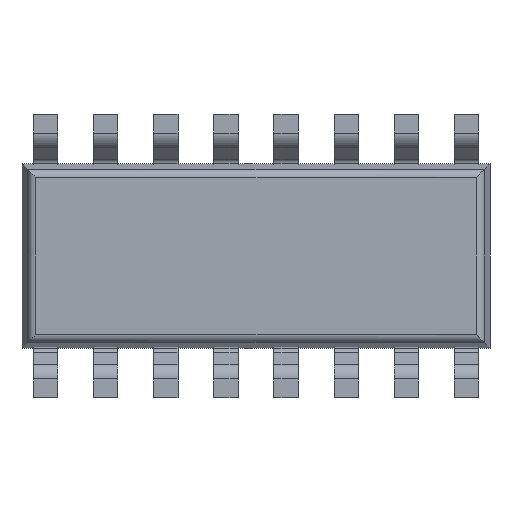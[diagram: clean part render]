
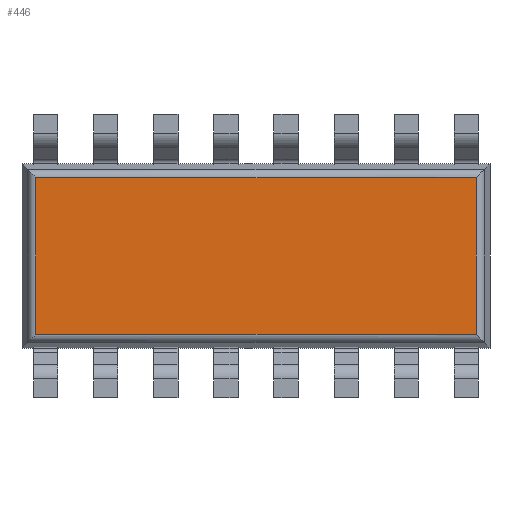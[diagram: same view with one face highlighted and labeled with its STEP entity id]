
A CAD part, front view. The second image highlights one B-rep face of the part: STEP entity #446.
In plain terms, the highlighted planar face has unit normal (0, -1, 0).
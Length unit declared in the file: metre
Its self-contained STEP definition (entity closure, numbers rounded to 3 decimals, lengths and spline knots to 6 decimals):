
#446 = ADVANCED_FACE( '', ( #1071 ), #1072, .T. );
#1071 = FACE_OUTER_BOUND( '', #1938, .T. );
#1072 = PLANE( '', #1939 );
#1938 = EDGE_LOOP( '', ( #2951, #2952, #2953, #2954 ) );
#1939 = AXIS2_PLACEMENT_3D( '', #2955, #2956, #2957 );
#2951 = ORIENTED_EDGE( '', *, *, #5026, .T. );
#2952 = ORIENTED_EDGE( '', *, *, #5027, .T. );
#2953 = ORIENTED_EDGE( '', *, *, #5028, .T. );
#2954 = ORIENTED_EDGE( '', *, *, #5029, .T. );
#2955 = CARTESIAN_POINT( '', ( -0.00025, 0.00025, -0.00105 ) );
#2956 = DIRECTION( '', ( 0., -1., 0. ) );
#2957 = DIRECTION( '', ( 0., 0., -1. ) );
#5026 = EDGE_CURVE( '', #6081, #6082, #6083, .F. );
#5027 = EDGE_CURVE( '', #6082, #6084, #6085, .F. );
#5028 = EDGE_CURVE( '', #6084, #6086, #6087, .T. );
#5029 = EDGE_CURVE( '', #6086, #6081, #6088, .F. );
#6081 = VERTEX_POINT( '', #7515 );
#6082 = VERTEX_POINT( '', #7516 );
#6083 = LINE( '', #7517, #7518 );
#6084 = VERTEX_POINT( '', #7519 );
#6085 = LINE( '', #7520, #7521 );
#6086 = VERTEX_POINT( '', #7522 );
#6087 = LINE( '', #7523, #7524 );
#6088 = LINE( '', #7525, #7526 );
#7515 = CARTESIAN_POINT( '', ( 0.009355, 0.00025, -0.004655 ) );
#7516 = CARTESIAN_POINT( '', ( 0.009355, 0.00025, -0.001345 ) );
#7517 = CARTESIAN_POINT( '', ( 0.009355, 0.00025, -0.00105 ) );
#7518 = VECTOR( '', #8990, 1. );
#7519 = CARTESIAN_POINT( '', ( 0.000045, 0.00025, -0.001345 ) );
#7520 = CARTESIAN_POINT( '', ( -0.00025, 0.00025, -0.001345 ) );
#7521 = VECTOR( '', #8991, 1. );
#7522 = CARTESIAN_POINT( '', ( 0.000045, 0.00025, -0.004655 ) );
#7523 = CARTESIAN_POINT( '', ( 0.000045, 0.00025, -0.00105 ) );
#7524 = VECTOR( '', #8992, 1. );
#7525 = CARTESIAN_POINT( '', ( -0.00025, 0.00025, -0.004655 ) );
#7526 = VECTOR( '', #8993, 1. );
#8990 = DIRECTION( '', ( 0., 0., -1. ) );
#8991 = DIRECTION( '', ( 1., 0., 0. ) );
#8992 = DIRECTION( '', ( 0., 0., -1. ) );
#8993 = DIRECTION( '', ( -1., 0., 0. ) );
